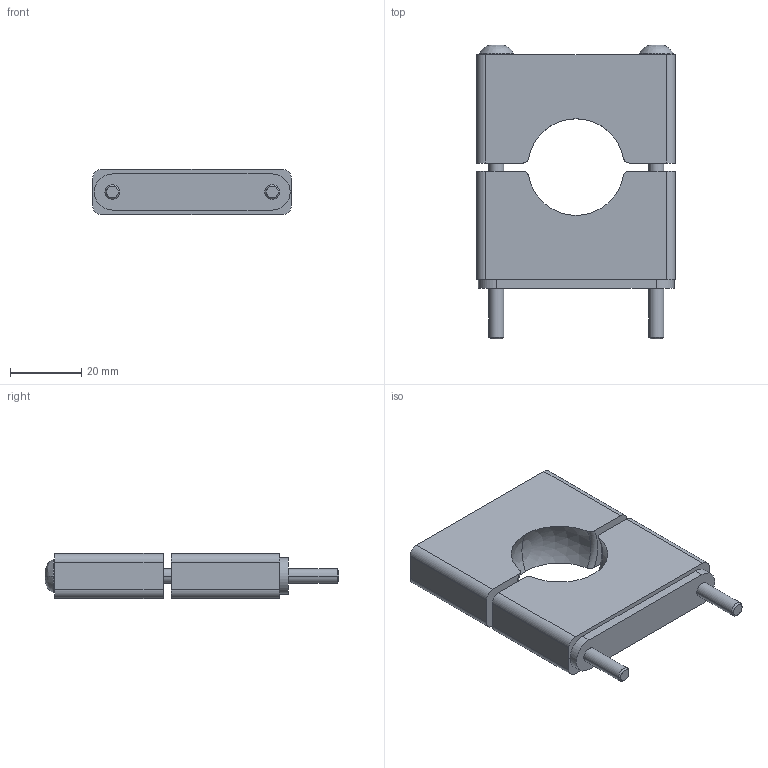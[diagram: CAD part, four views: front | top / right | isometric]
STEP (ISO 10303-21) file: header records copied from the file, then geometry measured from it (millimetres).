
FILE_DESCRIPTION((''),'2;1');
FILE_NAME('156799_SW','2011-10-06T',('banengservice'),('BANNER ENGINEERING'),'PRO/ENGINEER BY PARAMETRIC TECHNOLOGY CORPORATION, 2009141','PRO/ENGINEER BY PARAMETRIC TECHNOLOGY CORPORATION, 2009141','');
FILE_SCHEMA(('CONFIG_CONTROL_DESIGN'));
Length unit declared in the file: inch
Products named in the file (1): 156799_SW
Bounding box: 55.88 x 82.75 x 12.7 mm (x, y, z)
Volume: 31797.5 mm3; surface area: 16561.7 mm2
Topology: 1 solids, 1 shells, 101 faces, 256 edges, 166 vertices
Faces by surface type: plane 45, cylinder 38, sphere 6, torus 4, bspline 4, cone 4
Entity records: 3366 total; most frequent: CARTESIAN_POINT 879, DIRECTION 518, ORIENTED_EDGE 504, EDGE_CURVE 252, AXIS2_PLACEMENT_3D 201, VERTEX_POINT 166, VECTOR 116, LINE 116
